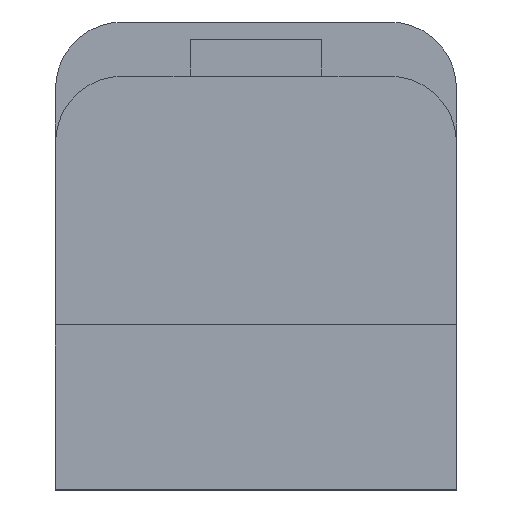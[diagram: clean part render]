
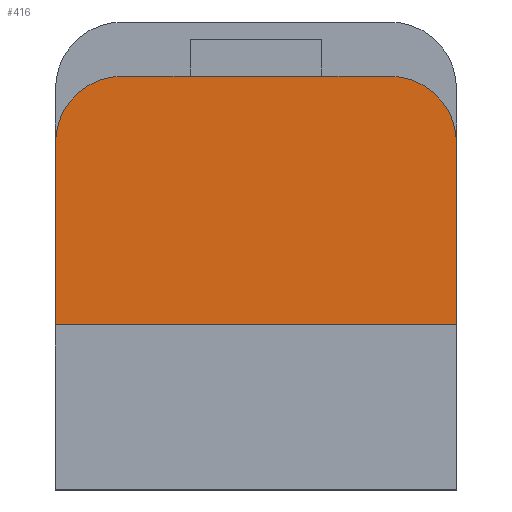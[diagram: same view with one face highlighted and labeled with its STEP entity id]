
A CAD part, top view. The second image highlights one B-rep face of the part: STEP entity #416.
In plain terms, the highlighted planar face has unit normal (0, 0, 1).
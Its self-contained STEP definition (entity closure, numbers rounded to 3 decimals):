
#48 = VERTEX_POINT('',#49);
#49 = CARTESIAN_POINT('',(119.34,-56.68,11.1));
#181 = EDGE_CURVE('',#48,#182,#184,.T.);
#182 = VERTEX_POINT('',#183);
#183 = CARTESIAN_POINT('',(121.92,-56.68,11.1));
#184 = LINE('',#185,#186);
#185 = CARTESIAN_POINT('',(111.76,-56.68,11.1));
#186 = VECTOR('',#187,1.);
#187 = DIRECTION('',(1.,0.,0.));
#231 = VERTEX_POINT('',#232);
#232 = CARTESIAN_POINT('',(114.34,-56.68,11.1));
#238 = EDGE_CURVE('',#48,#231,#239,.T.);
#239 = LINE('',#240,#241);
#240 = CARTESIAN_POINT('',(119.34,-56.68,11.1));
#241 = VECTOR('',#242,1.);
#242 = DIRECTION('',(-1.,0.,0.));
#396 = VERTEX_POINT('',#397);
#397 = CARTESIAN_POINT('',(124.46,-59.22,11.1));
#403 = EDGE_CURVE('',#396,#182,#404,.T.);
#404 = CIRCLE('',#405,2.54);
#405 = AXIS2_PLACEMENT_3D('',#406,#407,#408);
#406 = CARTESIAN_POINT('',(121.92,-59.22,11.1));
#407 = DIRECTION('',(0.,0.,1.));
#408 = DIRECTION('',(1.,0.,0.));
#416 = ADVANCED_FACE('',(#417),#477,.T.);
#417 = FACE_BOUND('',#418,.T.);
#418 = EDGE_LOOP('',(#419,#420,#421,#422,#430,#439,#447,#455,#463,#471)
  );
#419 = ORIENTED_EDGE('',*,*,#403,.T.);
#420 = ORIENTED_EDGE('',*,*,#181,.F.);
#421 = ORIENTED_EDGE('',*,*,#238,.T.);
#422 = ORIENTED_EDGE('',*,*,#423,.F.);
#423 = EDGE_CURVE('',#424,#231,#426,.T.);
#424 = VERTEX_POINT('',#425);
#425 = CARTESIAN_POINT('',(111.76,-56.68,11.1));
#426 = LINE('',#427,#428);
#427 = CARTESIAN_POINT('',(111.76,-56.68,11.1));
#428 = VECTOR('',#429,1.);
#429 = DIRECTION('',(1.,0.,0.));
#430 = ORIENTED_EDGE('',*,*,#431,.T.);
#431 = EDGE_CURVE('',#424,#432,#434,.T.);
#432 = VERTEX_POINT('',#433);
#433 = CARTESIAN_POINT('',(109.22,-59.22,11.1));
#434 = CIRCLE('',#435,2.54);
#435 = AXIS2_PLACEMENT_3D('',#436,#437,#438);
#436 = CARTESIAN_POINT('',(111.76,-59.22,11.1));
#437 = DIRECTION('',(0.,0.,1.));
#438 = DIRECTION('',(1.,0.,0.));
#439 = ORIENTED_EDGE('',*,*,#440,.F.);
#440 = EDGE_CURVE('',#441,#432,#443,.T.);
#441 = VERTEX_POINT('',#442);
#442 = CARTESIAN_POINT('',(109.22,-62.61,11.1));
#443 = LINE('',#444,#445);
#444 = CARTESIAN_POINT('',(109.22,-62.61,11.1));
#445 = VECTOR('',#446,1.);
#446 = DIRECTION('',(0.,1.,0.));
#447 = ORIENTED_EDGE('',*,*,#448,.T.);
#448 = EDGE_CURVE('',#441,#449,#451,.T.);
#449 = VERTEX_POINT('',#450);
#450 = CARTESIAN_POINT('',(109.22,-66.11,11.1));
#451 = LINE('',#452,#453);
#452 = CARTESIAN_POINT('',(109.22,-62.61,11.1));
#453 = VECTOR('',#454,1.);
#454 = DIRECTION('',(0.,-1.,0.));
#455 = ORIENTED_EDGE('',*,*,#456,.T.);
#456 = EDGE_CURVE('',#449,#457,#459,.T.);
#457 = VERTEX_POINT('',#458);
#458 = CARTESIAN_POINT('',(124.46,-66.11,11.1));
#459 = LINE('',#460,#461);
#460 = CARTESIAN_POINT('',(109.22,-66.11,11.1));
#461 = VECTOR('',#462,1.);
#462 = DIRECTION('',(1.,0.,0.));
#463 = ORIENTED_EDGE('',*,*,#464,.T.);
#464 = EDGE_CURVE('',#457,#465,#467,.T.);
#465 = VERTEX_POINT('',#466);
#466 = CARTESIAN_POINT('',(124.46,-62.61,11.1));
#467 = LINE('',#468,#469);
#468 = CARTESIAN_POINT('',(124.46,-66.11,11.1));
#469 = VECTOR('',#470,1.);
#470 = DIRECTION('',(0.,1.,0.));
#471 = ORIENTED_EDGE('',*,*,#472,.F.);
#472 = EDGE_CURVE('',#396,#465,#473,.T.);
#473 = LINE('',#474,#475);
#474 = CARTESIAN_POINT('',(124.46,-59.22,11.1));
#475 = VECTOR('',#476,1.);
#476 = DIRECTION('',(0.,-1.,0.));
#477 = PLANE('',#478);
#478 = AXIS2_PLACEMENT_3D('',#479,#480,#481);
#479 = CARTESIAN_POINT('',(116.84,-61.646,11.1));
#480 = DIRECTION('',(0.,0.,1.));
#481 = DIRECTION('',(0.,1.,0.));
